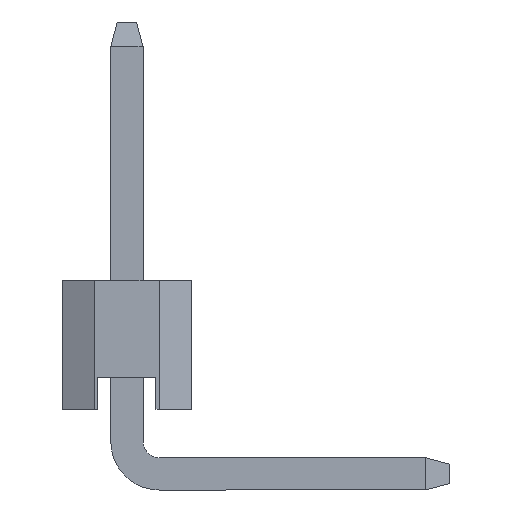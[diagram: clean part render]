
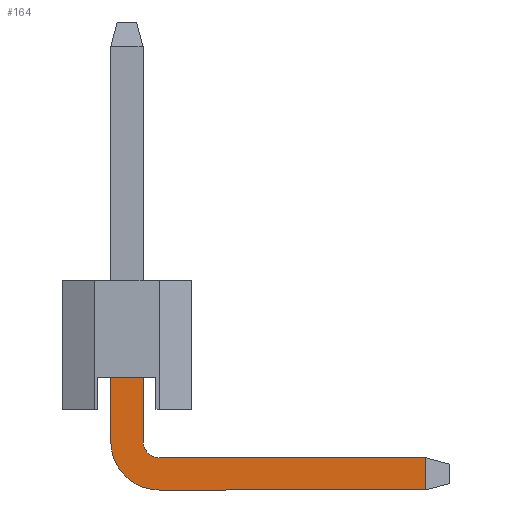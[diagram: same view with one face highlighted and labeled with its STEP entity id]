
A CAD part, left-side view. The second image highlights one B-rep face of the part: STEP entity #164.
In plain terms, the highlighted planar face has unit normal (-1, 0, 0).
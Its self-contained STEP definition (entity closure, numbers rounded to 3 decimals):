
#5 = DIRECTION ( 'NONE',  ( 0., -1., 0. ) ) ;
#23 = AXIS2_PLACEMENT_3D ( 'NONE', #1467, #264, #1926 ) ;
#50 = ORIENTED_EDGE ( 'NONE', *, *, #1005, .T. ) ;
#54 = DIRECTION ( 'NONE',  ( 0., 1., 0. ) ) ;
#80 = DIRECTION ( 'NONE',  ( 0., 0., -1. ) ) ;
#97 = CARTESIAN_POINT ( 'NONE',  ( -39.25, 0.25, -0.5 ) ) ;
#125 = VERTEX_POINT ( 'NONE', #97 ) ;
#164 = ADVANCED_FACE ( 'NONE', ( #1773 ), #1159, .F. ) ;
#180 = CARTESIAN_POINT ( 'NONE',  ( -39.25, 0.25, 0.5 ) ) ;
#210 = DIRECTION ( 'NONE',  ( -1., 0., 0. ) ) ;
#246 = CARTESIAN_POINT ( 'NONE',  ( -39.25, -0.5, -1.25 ) ) ;
#260 = LINE ( 'NONE', #853, #1904 ) ;
#262 = EDGE_CURVE ( 'NONE', #653, #1827, #260, .T. ) ;
#264 = DIRECTION ( 'NONE',  ( 1., 0., 0. ) ) ;
#303 = CARTESIAN_POINT ( 'NONE',  ( -39.25, -4.627, -0.75 ) ) ;
#325 = ORIENTED_EDGE ( 'NONE', *, *, #871, .F. ) ;
#327 = DIRECTION ( 'NONE',  ( 0., 0., 1. ) ) ;
#339 = CARTESIAN_POINT ( 'NONE',  ( -39.25, -0.5, -0.75 ) ) ;
#400 = LINE ( 'NONE', #1792, #1853 ) ;
#447 = VECTOR ( 'NONE', #1690, 1000. ) ;
#449 = DIRECTION ( 'NONE',  ( -1., 0., 0. ) ) ;
#520 = VERTEX_POINT ( 'NONE', #246 ) ;
#556 = DIRECTION ( 'NONE',  ( 0., -1., 0. ) ) ;
#653 = VERTEX_POINT ( 'NONE', #1148 ) ;
#708 = VERTEX_POINT ( 'NONE', #339 ) ;
#709 = AXIS2_PLACEMENT_3D ( 'NONE', #900, #449, #54 ) ;
#746 = LINE ( 'NONE', #1342, #802 ) ;
#772 = EDGE_CURVE ( 'NONE', #1730, #125, #1680, .T. ) ;
#773 = AXIS2_PLACEMENT_3D ( 'NONE', #1843, #210, #1694 ) ;
#778 = LINE ( 'NONE', #180, #1183 ) ;
#802 = VECTOR ( 'NONE', #5, 1000. ) ;
#853 = CARTESIAN_POINT ( 'NONE',  ( -39.25, -0.25, 6. ) ) ;
#857 = ORIENTED_EDGE ( 'NONE', *, *, #1292, .T. ) ;
#871 = EDGE_CURVE ( 'NONE', #708, #1345, #400, .T. ) ;
#900 = CARTESIAN_POINT ( 'NONE',  ( -39.25, -0.5, -0.5 ) ) ;
#918 = CARTESIAN_POINT ( 'NONE',  ( -39.25, -4.627, -0.75 ) ) ;
#919 = DIRECTION ( 'NONE',  ( 0., -1., 0. ) ) ;
#953 = EDGE_CURVE ( 'NONE', #1730, #653, #778, .T. ) ;
#1005 = EDGE_CURVE ( 'NONE', #125, #520, #1591, .T. ) ;
#1079 = CARTESIAN_POINT ( 'NONE',  ( -39.25, 0.25, 6. ) ) ;
#1100 = CARTESIAN_POINT ( 'NONE',  ( -39.25, -0.25, -0.5 ) ) ;
#1117 = VECTOR ( 'NONE', #327, 1000. ) ;
#1141 = CARTESIAN_POINT ( 'NONE',  ( -39.25, -4.627, -1.25 ) ) ;
#1148 = CARTESIAN_POINT ( 'NONE',  ( -39.25, -0.25, 0.5 ) ) ;
#1159 = PLANE ( 'NONE',  #23 ) ;
#1160 = ORIENTED_EDGE ( 'NONE', *, *, #772, .T. ) ;
#1183 = VECTOR ( 'NONE', #919, 1000. ) ;
#1214 = EDGE_CURVE ( 'NONE', #1604, #1345, #1228, .T. ) ;
#1223 = EDGE_LOOP ( 'NONE', ( #1903, #1456, #1424, #1160, #50, #857, #1774, #325 ) ) ;
#1228 = LINE ( 'NONE', #303, #1117 ) ;
#1292 = EDGE_CURVE ( 'NONE', #520, #1604, #746, .T. ) ;
#1342 = CARTESIAN_POINT ( 'NONE',  ( -39.25, -0.5, -1.25 ) ) ;
#1345 = VERTEX_POINT ( 'NONE', #918 ) ;
#1369 = CARTESIAN_POINT ( 'NONE',  ( -39.25, 0.25, 0.5 ) ) ;
#1424 = ORIENTED_EDGE ( 'NONE', *, *, #953, .F. ) ;
#1456 = ORIENTED_EDGE ( 'NONE', *, *, #262, .F. ) ;
#1467 = CARTESIAN_POINT ( 'NONE',  ( -39.25, -0.25, -0.5 ) ) ;
#1523 = CIRCLE ( 'NONE', #773, 0.25 ) ;
#1591 = CIRCLE ( 'NONE', #709, 0.75 ) ;
#1604 = VERTEX_POINT ( 'NONE', #1141 ) ;
#1680 = LINE ( 'NONE', #1079, #447 ) ;
#1690 = DIRECTION ( 'NONE',  ( 0., 0., -1. ) ) ;
#1694 = DIRECTION ( 'NONE',  ( 0., 1., 0. ) ) ;
#1730 = VERTEX_POINT ( 'NONE', #1369 ) ;
#1773 = FACE_OUTER_BOUND ( 'NONE', #1223, .T. ) ;
#1774 = ORIENTED_EDGE ( 'NONE', *, *, #1214, .T. ) ;
#1792 = CARTESIAN_POINT ( 'NONE',  ( -39.25, -0.5, -0.75 ) ) ;
#1793 = EDGE_CURVE ( 'NONE', #1827, #708, #1523, .T. ) ;
#1827 = VERTEX_POINT ( 'NONE', #1100 ) ;
#1843 = CARTESIAN_POINT ( 'NONE',  ( -39.25, -0.5, -0.5 ) ) ;
#1853 = VECTOR ( 'NONE', #556, 1000. ) ;
#1903 = ORIENTED_EDGE ( 'NONE', *, *, #1793, .F. ) ;
#1904 = VECTOR ( 'NONE', #80, 1000. ) ;
#1926 = DIRECTION ( 'NONE',  ( 0., 1., 0. ) ) ;
